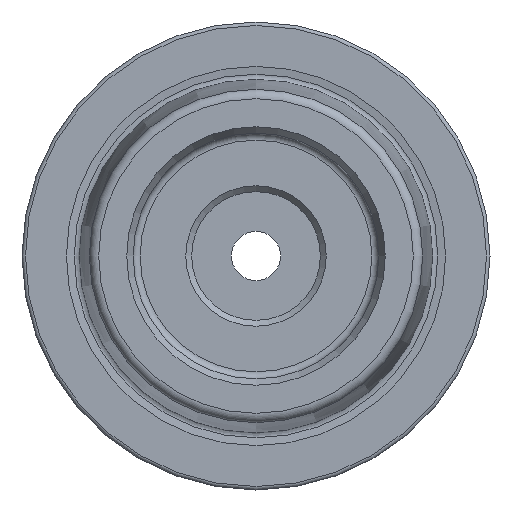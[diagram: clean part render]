
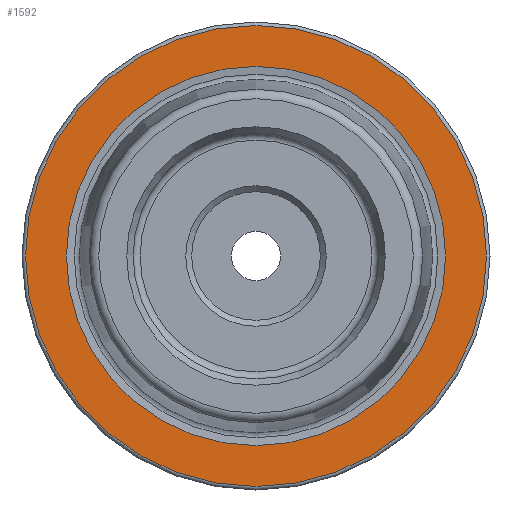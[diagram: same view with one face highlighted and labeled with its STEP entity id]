
A CAD part, left-side view. The second image highlights one B-rep face of the part: STEP entity #1592.
In plain terms, the highlighted planar face has unit normal (-1, 0, 0).
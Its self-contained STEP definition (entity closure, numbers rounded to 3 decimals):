
#112 = AXIS2_PLACEMENT_3D ( 'NONE', #253, #428, #1953 ) ;
#146 = FACE_BOUND ( 'NONE', #300, .T. ) ;
#253 = CARTESIAN_POINT ( 'NONE',  ( 0., 0., 0. ) ) ;
#300 = EDGE_LOOP ( 'NONE', ( #2047 ) ) ;
#428 = DIRECTION ( 'NONE',  ( -1., 0., 0. ) ) ;
#446 = CARTESIAN_POINT ( 'NONE',  ( 0., 0., 0. ) ) ;
#568 = VERTEX_POINT ( 'NONE', #826 ) ;
#640 = CIRCLE ( 'NONE', #1069, 19.7 ) ;
#717 = FACE_OUTER_BOUND ( 'NONE', #2010, .T. ) ;
#789 = DIRECTION ( 'NONE',  ( 0., 0., 1. ) ) ;
#826 = CARTESIAN_POINT ( 'NONE',  ( 0., 0., 19.7 ) ) ;
#844 = EDGE_CURVE ( 'NONE', #1507, #1507, #2080, .T. ) ;
#960 = ORIENTED_EDGE ( 'NONE', *, *, #2097, .T. ) ;
#974 = DIRECTION ( 'NONE',  ( 1., 0., 0. ) ) ;
#1069 = AXIS2_PLACEMENT_3D ( 'NONE', #446, #1665, #789 ) ;
#1166 = CARTESIAN_POINT ( 'NONE',  ( 0., 19.7, 0. ) ) ;
#1236 = AXIS2_PLACEMENT_3D ( 'NONE', #1166, #974, #1497 ) ;
#1497 = DIRECTION ( 'NONE',  ( 0., 0., -1. ) ) ;
#1507 = VERTEX_POINT ( 'NONE', #1864 ) ;
#1592 = ADVANCED_FACE ( 'NONE', ( #146, #717 ), #2000, .F. ) ;
#1665 = DIRECTION ( 'NONE',  ( -1., 0., 0. ) ) ;
#1864 = CARTESIAN_POINT ( 'NONE',  ( 0., 0., 16.207 ) ) ;
#1953 = DIRECTION ( 'NONE',  ( 0., 0., 1. ) ) ;
#2000 = PLANE ( 'NONE',  #1236 ) ;
#2010 = EDGE_LOOP ( 'NONE', ( #960 ) ) ;
#2047 = ORIENTED_EDGE ( 'NONE', *, *, #844, .F. ) ;
#2080 = CIRCLE ( 'NONE', #112, 16.207 ) ;
#2097 = EDGE_CURVE ( 'NONE', #568, #568, #640, .T. ) ;
